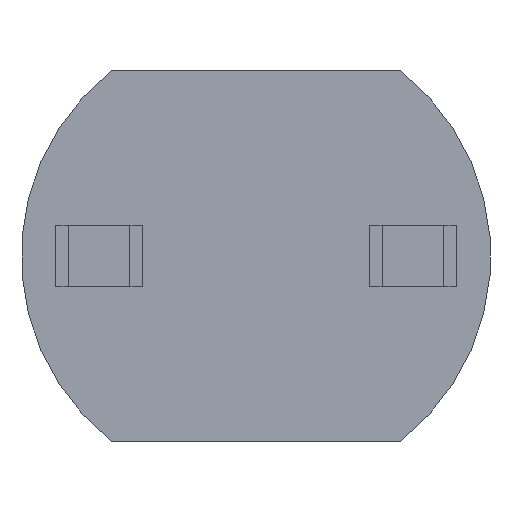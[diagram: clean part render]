
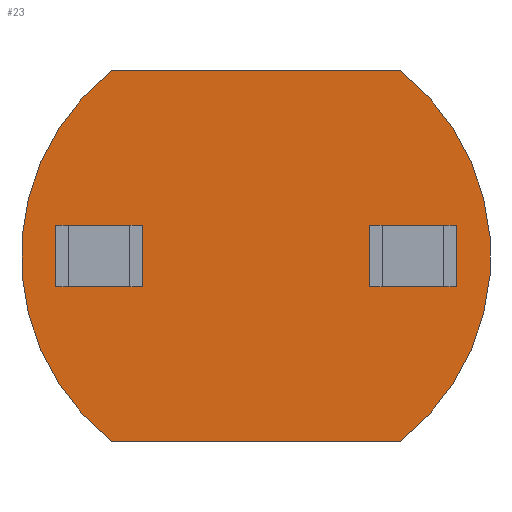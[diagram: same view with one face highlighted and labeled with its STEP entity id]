
A CAD part, front view. The second image highlights one B-rep face of the part: STEP entity #23.
In plain terms, the highlighted planar face has unit normal (0, -1, 0).
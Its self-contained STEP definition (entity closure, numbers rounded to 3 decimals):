
#17 = CARTESIAN_POINT ( 'NONE',  ( 1.166, 0., -1.5 ) ) ;
#23 = ADVANCED_FACE ( 'NONE', ( #956, #497, #1457 ), #973, .F. ) ;
#52 = AXIS2_PLACEMENT_3D ( 'NONE', #1209, #375, #325 ) ;
#67 = VERTEX_POINT ( 'NONE', #199 ) ;
#73 = EDGE_CURVE ( 'NONE', #491, #555, #1467, .T. ) ;
#107 = ORIENTED_EDGE ( 'NONE', *, *, #1581, .T. ) ;
#133 = DIRECTION ( 'NONE',  ( 1., 0., 0. ) ) ;
#136 = CARTESIAN_POINT ( 'NONE',  ( 1.02, 0., 0.25 ) ) ;
#161 = LINE ( 'NONE', #1514, #754 ) ;
#170 = VECTOR ( 'NONE', #1294, 1000. ) ;
#175 = CIRCLE ( 'NONE', #1308, 1.9 ) ;
#184 = AXIS2_PLACEMENT_3D ( 'NONE', #757, #1267, #249 ) ;
#195 = DIRECTION ( 'NONE',  ( 0., 0., -1. ) ) ;
#199 = CARTESIAN_POINT ( 'NONE',  ( -1.02, 0., -0.25 ) ) ;
#202 = CARTESIAN_POINT ( 'NONE',  ( 1.52, 0., -0.25 ) ) ;
#249 = DIRECTION ( 'NONE',  ( 0., 0., 1. ) ) ;
#252 = CARTESIAN_POINT ( 'NONE',  ( 0., 0., -0.25 ) ) ;
#261 = CARTESIAN_POINT ( 'NONE',  ( 0., 0., -0.25 ) ) ;
#277 = VERTEX_POINT ( 'NONE', #331 ) ;
#283 = EDGE_CURVE ( 'NONE', #1102, #1603, #175, .T. ) ;
#303 = CARTESIAN_POINT ( 'NONE',  ( 1.02, 0., -0.25 ) ) ;
#325 = DIRECTION ( 'NONE',  ( 0., 0., 1. ) ) ;
#328 = DIRECTION ( 'NONE',  ( 1., 0., 0. ) ) ;
#331 = CARTESIAN_POINT ( 'NONE',  ( 1.02, 0., 0.25 ) ) ;
#334 = EDGE_CURVE ( 'NONE', #1102, #661, #1119, .T. ) ;
#335 = EDGE_LOOP ( 'NONE', ( #1211, #1383, #1451, #1288 ) ) ;
#338 = CARTESIAN_POINT ( 'NONE',  ( -1.02, 0., 0.25 ) ) ;
#370 = CARTESIAN_POINT ( 'NONE',  ( -1.52, 0., 0.25 ) ) ;
#375 = DIRECTION ( 'NONE',  ( 0., 1., 0. ) ) ;
#395 = VECTOR ( 'NONE', #1304, 1000. ) ;
#414 = EDGE_CURVE ( 'NONE', #277, #491, #1047, .T. ) ;
#440 = VECTOR ( 'NONE', #1175, 1000. ) ;
#441 = DIRECTION ( 'NONE',  ( 0., 0., -1. ) ) ;
#473 = EDGE_CURVE ( 'NONE', #67, #820, #1390, .T. ) ;
#478 = ORIENTED_EDGE ( 'NONE', *, *, #73, .F. ) ;
#484 = VERTEX_POINT ( 'NONE', #562 ) ;
#491 = VERTEX_POINT ( 'NONE', #303 ) ;
#497 = FACE_BOUND ( 'NONE', #733, .T. ) ;
#555 = VERTEX_POINT ( 'NONE', #202 ) ;
#562 = CARTESIAN_POINT ( 'NONE',  ( 1.52, 0., 0.25 ) ) ;
#595 = CARTESIAN_POINT ( 'NONE',  ( -1.166, 0., 1.5 ) ) ;
#619 = ORIENTED_EDGE ( 'NONE', *, *, #1551, .F. ) ;
#661 = VERTEX_POINT ( 'NONE', #595 ) ;
#708 = DIRECTION ( 'NONE',  ( 0., 1., 0. ) ) ;
#733 = EDGE_LOOP ( 'NONE', ( #107, #478, #1031, #1309 ) ) ;
#753 = LINE ( 'NONE', #1549, #997 ) ;
#754 = VECTOR ( 'NONE', #1417, 1000. ) ;
#757 = CARTESIAN_POINT ( 'NONE',  ( 0., 0., 0. ) ) ;
#764 = CARTESIAN_POINT ( 'NONE',  ( -2.629, 0., -1.5 ) ) ;
#766 = VERTEX_POINT ( 'NONE', #1142 ) ;
#781 = CARTESIAN_POINT ( 'NONE',  ( 0., 0., 0.25 ) ) ;
#818 = EDGE_CURVE ( 'NONE', #766, #1603, #1123, .T. ) ;
#820 = VERTEX_POINT ( 'NONE', #1528 ) ;
#899 = EDGE_CURVE ( 'NONE', #1255, #67, #1545, .T. ) ;
#929 = CARTESIAN_POINT ( 'NONE',  ( -1.02, 0., 0.25 ) ) ;
#956 = FACE_BOUND ( 'NONE', #335, .T. ) ;
#973 = PLANE ( 'NONE',  #52 ) ;
#997 = VECTOR ( 'NONE', #441, 1000. ) ;
#1011 = CARTESIAN_POINT ( 'NONE',  ( 1.166, 0., 1.5 ) ) ;
#1031 = ORIENTED_EDGE ( 'NONE', *, *, #414, .F. ) ;
#1047 = LINE ( 'NONE', #136, #440 ) ;
#1067 = VERTEX_POINT ( 'NONE', #370 ) ;
#1074 = VECTOR ( 'NONE', #1332, 1000. ) ;
#1102 = VERTEX_POINT ( 'NONE', #1011 ) ;
#1118 = EDGE_CURVE ( 'NONE', #1067, #820, #753, .T. ) ;
#1119 = LINE ( 'NONE', #1363, #1230 ) ;
#1123 = LINE ( 'NONE', #764, #1612 ) ;
#1142 = CARTESIAN_POINT ( 'NONE',  ( -1.166, 0., -1.5 ) ) ;
#1159 = CIRCLE ( 'NONE', #184, 1.9 ) ;
#1168 = CARTESIAN_POINT ( 'NONE',  ( 0., 0., 0.25 ) ) ;
#1175 = DIRECTION ( 'NONE',  ( 0., 0., -1. ) ) ;
#1186 = LINE ( 'NONE', #781, #395 ) ;
#1189 = ORIENTED_EDGE ( 'NONE', *, *, #334, .T. ) ;
#1209 = CARTESIAN_POINT ( 'NONE',  ( 0., 0., 0. ) ) ;
#1211 = ORIENTED_EDGE ( 'NONE', *, *, #1118, .F. ) ;
#1230 = VECTOR ( 'NONE', #1618, 1000. ) ;
#1234 = ORIENTED_EDGE ( 'NONE', *, *, #818, .T. ) ;
#1255 = VERTEX_POINT ( 'NONE', #338 ) ;
#1265 = ORIENTED_EDGE ( 'NONE', *, *, #283, .F. ) ;
#1267 = DIRECTION ( 'NONE',  ( 0., 1., 0. ) ) ;
#1288 = ORIENTED_EDGE ( 'NONE', *, *, #473, .T. ) ;
#1294 = DIRECTION ( 'NONE',  ( -1., 0., 0. ) ) ;
#1304 = DIRECTION ( 'NONE',  ( -1., 0., 0. ) ) ;
#1308 = AXIS2_PLACEMENT_3D ( 'NONE', #1339, #708, #1376 ) ;
#1309 = ORIENTED_EDGE ( 'NONE', *, *, #1445, .T. ) ;
#1322 = VECTOR ( 'NONE', #328, 1000. ) ;
#1332 = DIRECTION ( 'NONE',  ( 1., 0., 0. ) ) ;
#1339 = CARTESIAN_POINT ( 'NONE',  ( 0., 0., 0. ) ) ;
#1363 = CARTESIAN_POINT ( 'NONE',  ( -2.629, 0., 1.5 ) ) ;
#1376 = DIRECTION ( 'NONE',  ( 0., 0., 1. ) ) ;
#1383 = ORIENTED_EDGE ( 'NONE', *, *, #1412, .F. ) ;
#1390 = LINE ( 'NONE', #261, #170 ) ;
#1412 = EDGE_CURVE ( 'NONE', #1255, #1067, #1186, .T. ) ;
#1417 = DIRECTION ( 'NONE',  ( 0., 0., -1. ) ) ;
#1431 = EDGE_LOOP ( 'NONE', ( #1234, #1265, #1189, #619 ) ) ;
#1445 = EDGE_CURVE ( 'NONE', #277, #484, #1462, .T. ) ;
#1451 = ORIENTED_EDGE ( 'NONE', *, *, #899, .T. ) ;
#1457 = FACE_OUTER_BOUND ( 'NONE', #1431, .T. ) ;
#1462 = LINE ( 'NONE', #1168, #1322 ) ;
#1467 = LINE ( 'NONE', #252, #1074 ) ;
#1475 = VECTOR ( 'NONE', #195, 1000. ) ;
#1514 = CARTESIAN_POINT ( 'NONE',  ( 1.52, 0., 0.25 ) ) ;
#1528 = CARTESIAN_POINT ( 'NONE',  ( -1.52, 0., -0.25 ) ) ;
#1545 = LINE ( 'NONE', #929, #1475 ) ;
#1549 = CARTESIAN_POINT ( 'NONE',  ( -1.52, 0., 0.25 ) ) ;
#1551 = EDGE_CURVE ( 'NONE', #766, #661, #1159, .T. ) ;
#1581 = EDGE_CURVE ( 'NONE', #484, #555, #161, .T. ) ;
#1603 = VERTEX_POINT ( 'NONE', #17 ) ;
#1612 = VECTOR ( 'NONE', #133, 1000. ) ;
#1618 = DIRECTION ( 'NONE',  ( -1., 0., 0. ) ) ;
